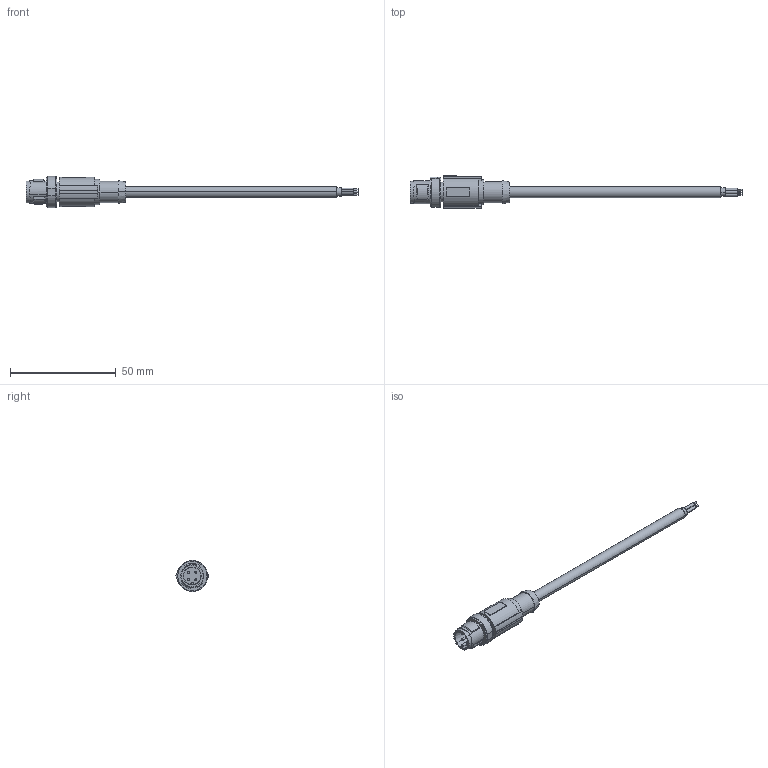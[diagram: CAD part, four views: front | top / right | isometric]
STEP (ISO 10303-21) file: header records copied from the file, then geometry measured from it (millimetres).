
FILE_DESCRIPTION(('SolidDesigner STEP Export'),'2;1');
FILE_NAME('1406179_SAC_4P_MS_2.0_542_SH_SCO_BK-select.stp','2013-09-20T13:17:54',(''),(''),'Creo Elements/Direct Modeling STEP processor for AP214 (Solid Model)','Creo Elements/Direct Modeling 18.1B 29-Sep-2012 (C) Parametric Technology GmbH','');
FILE_SCHEMA(('AUTOMOTIVE_DESIGN { 1 0 10303 214 1 1 1 1 }'));
Length unit declared in the file: millimetre
Products named in the file (1): 1406179_SAC_4P_MS_2.0_542_SH_SCO_BK-select
Bounding box: 157.3 x 15.2 x 14.79 mm (x, y, z)
Volume: 7504.1 mm3; surface area: 4545.8 mm2
Topology: 1 solids, 1 shells, 161 faces, 394 edges, 260 vertices
Faces by surface type: plane 70, cylinder 65, cone 20, bspline 6
Entity records: 9168 total; most frequent: CARTESIAN_POINT 4228, ORIENTED_EDGE 788, DIRECTION 658, EDGE_CURVE 394, VERTEX_POINT 260, AXIS2_PLACEMENT_3D 243, EDGE_LOOP 186, VECTOR 172
